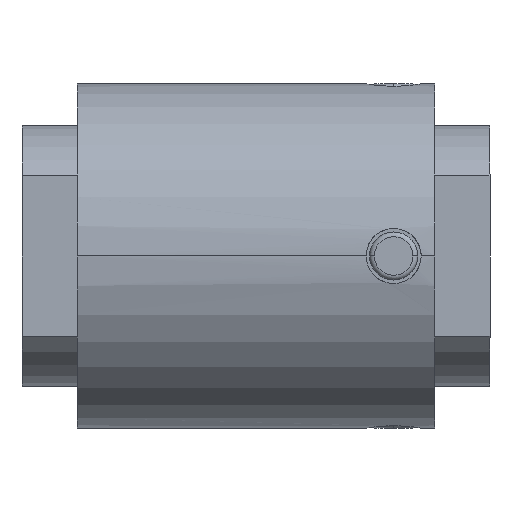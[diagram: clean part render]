
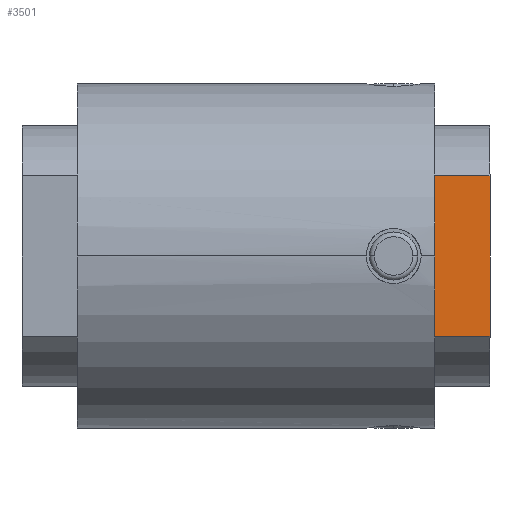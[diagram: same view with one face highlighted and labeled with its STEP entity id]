
A CAD part, front view. The second image highlights one B-rep face of the part: STEP entity #3501.
In plain terms, the highlighted planar face has unit normal (0, -1, 0).
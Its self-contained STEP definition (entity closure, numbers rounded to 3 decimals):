
#1761=CARTESIAN_POINT('',(34.,-15.,-11.662));
#1762=VERTEX_POINT('',#1761);
#1770=CARTESIAN_POINT('',(24.568,-15.0,-11.662));
#1771=VERTEX_POINT('',#1770);
#1772=CARTESIAN_POINT('',(34.,-15.,-11.662));
#1773=DIRECTION('',(-1.0,0.0,0.0));
#1774=VECTOR('',#1773,9.432);
#1775=LINE('',#1772,#1774);
#1776=EDGE_CURVE('',#1762,#1771,#1775,.T.);
#3471=CARTESIAN_POINT('',(34.,-15.,0.0));
#3472=DIRECTION('',(0.0,1.0,0.0));
#3473=DIRECTION('',(0.0,0.0,1.0));
#3474=AXIS2_PLACEMENT_3D('',#3471,#3472,#3473);
#3475=PLANE('',#3474);
#3476=CARTESIAN_POINT('',(24.568,-15.0,11.662));
#3477=VERTEX_POINT('',#3476);
#3478=CARTESIAN_POINT('',(34.,-15.,11.662));
#3479=VERTEX_POINT('',#3478);
#3480=CARTESIAN_POINT('',(24.568,-15.0,11.662));
#3481=DIRECTION('',(1.0,0.0,0.0));
#3482=VECTOR('',#3481,9.432);
#3483=LINE('',#3480,#3482);
#3484=EDGE_CURVE('',#3477,#3479,#3483,.T.);
#3485=ORIENTED_EDGE('',*,*,#3484,.F.);
#3486=CARTESIAN_POINT('',(24.568,-15.0,11.662));
#3487=DIRECTION('',(0.0,0.0,-1.0));
#3488=VECTOR('',#3487,23.324);
#3489=LINE('',#3486,#3488);
#3490=EDGE_CURVE('',#3477,#1771,#3489,.T.);
#3491=ORIENTED_EDGE('',*,*,#3490,.T.);
#3492=ORIENTED_EDGE('',*,*,#1776,.F.);
#3493=CARTESIAN_POINT('',(34.,-15.,11.662));
#3494=DIRECTION('',(0.0,0.0,-1.0));
#3495=VECTOR('',#3494,23.324);
#3496=LINE('',#3493,#3495);
#3497=EDGE_CURVE('',#3479,#1762,#3496,.T.);
#3498=ORIENTED_EDGE('',*,*,#3497,.F.);
#3499=EDGE_LOOP('',(#3485,#3491,#3492,#3498));
#3500=FACE_OUTER_BOUND('',#3499,.T.);
#3501=ADVANCED_FACE('',(#3500),#3475,.F.);
